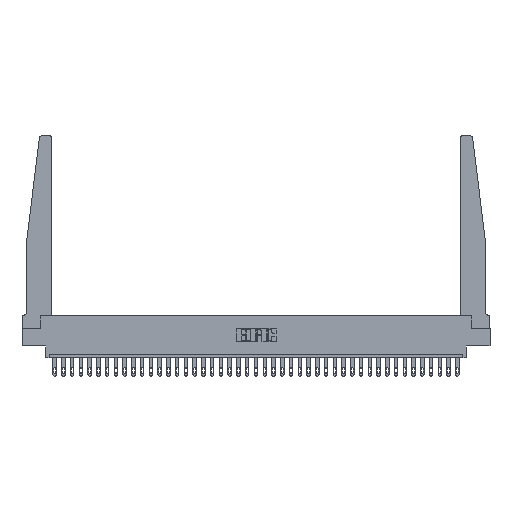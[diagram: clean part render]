
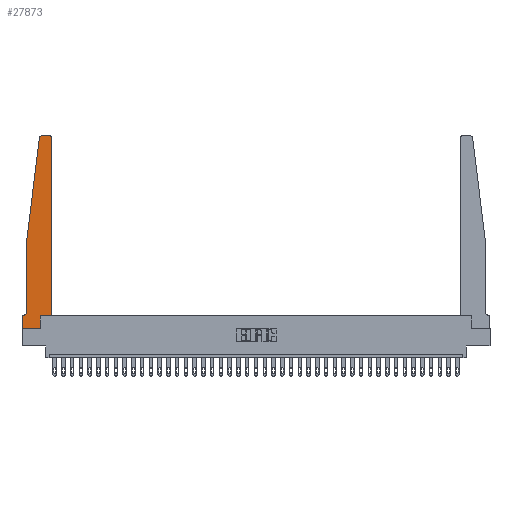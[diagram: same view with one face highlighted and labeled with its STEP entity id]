
A CAD part, top view. The second image highlights one B-rep face of the part: STEP entity #27873.
In plain terms, the highlighted planar face has unit normal (0, 0, 1).
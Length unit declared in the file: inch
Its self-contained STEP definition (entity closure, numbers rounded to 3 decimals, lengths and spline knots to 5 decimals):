
#225 = ORIENTED_EDGE ( 'NONE', *, *, #26609, .T. ) ;
#719 = DIRECTION ( 'NONE',  ( -1., 0., 0. ) ) ;
#792 = VECTOR ( 'NONE', #719, 39.37008 ) ;
#816 = EDGE_CURVE ( 'NONE', #13080, #2227, #29756, .T. ) ;
#934 = LINE ( 'NONE', #22107, #23650 ) ;
#1634 = EDGE_CURVE ( 'NONE', #2227, #9049, #19094, .T. ) ;
#2227 = VERTEX_POINT ( 'NONE', #9954 ) ;
#2358 = DIRECTION ( 'NONE',  ( 0., 1., 0. ) ) ;
#3172 = CARTESIAN_POINT ( 'NONE',  ( 0.2605, 0.18, 0.37 ) ) ;
#3612 = CARTESIAN_POINT ( 'NONE',  ( 0.425, 0.18, 0.37 ) ) ;
#4080 = CARTESIAN_POINT ( 'NONE',  ( 0., 0.1875, 0.37 ) ) ;
#4257 = CIRCLE ( 'NONE', #21170, 0.03 ) ;
#4724 = VECTOR ( 'NONE', #2358, 39.37008 ) ;
#5068 = VERTEX_POINT ( 'NONE', #15993 ) ;
#5089 = EDGE_CURVE ( 'NONE', #15211, #7262, #21437, .T. ) ;
#5264 = CARTESIAN_POINT ( 'NONE',  ( 0.425, 0.18, 0.37 ) ) ;
#5943 = CARTESIAN_POINT ( 'NONE',  ( 0.395, 2.75, 0.37 ) ) ;
#6111 = CARTESIAN_POINT ( 'NONE',  ( 0., 0., 0.37 ) ) ;
#6855 = CARTESIAN_POINT ( 'NONE',  ( 0.065, 1.25, 0.37 ) ) ;
#6884 = LINE ( 'NONE', #28050, #27276 ) ;
#6984 = VECTOR ( 'NONE', #22399, 39.37008 ) ;
#7221 = DIRECTION ( 'NONE',  ( 0., -1., 0. ) ) ;
#7262 = VERTEX_POINT ( 'NONE', #3612 ) ;
#7435 = DIRECTION ( 'NONE',  ( 0., 0., 1. ) ) ;
#9049 = VERTEX_POINT ( 'NONE', #28979 ) ;
#9222 = VERTEX_POINT ( 'NONE', #19915 ) ;
#9954 = CARTESIAN_POINT ( 'NONE',  ( 0., 0., 0.37 ) ) ;
#10152 = CARTESIAN_POINT ( 'NONE',  ( 0.015, 0.1875, 0.37 ) ) ;
#10198 = CARTESIAN_POINT ( 'NONE',  ( 0.27653, 2.75, 0.37 ) ) ;
#10341 = DIRECTION ( 'NONE',  ( 1., 0., 0. ) ) ;
#11411 = EDGE_CURVE ( 'NONE', #16950, #32234, #12348, .T. ) ;
#11574 = DIRECTION ( 'NONE',  ( -1., 0., 0. ) ) ;
#11863 = FACE_OUTER_BOUND ( 'NONE', #17466, .T. ) ;
#11971 = CARTESIAN_POINT ( 'NONE',  ( 0.065, 1.25, 0.37 ) ) ;
#11973 = DIRECTION ( 'NONE',  ( 0., 1., 0. ) ) ;
#12348 = LINE ( 'NONE', #6855, #6984 ) ;
#12665 = CARTESIAN_POINT ( 'NONE',  ( 0.24675, 2.72367, 0.37 ) ) ;
#13080 = VERTEX_POINT ( 'NONE', #4080 ) ;
#13446 = DIRECTION ( 'NONE',  ( 1., 0., 0. ) ) ;
#13455 = DIRECTION ( 'NONE',  ( 0., 0., -1. ) ) ;
#14249 = EDGE_CURVE ( 'NONE', #24939, #16950, #25007, .T. ) ;
#14580 = VECTOR ( 'NONE', #11973, 39.37008 ) ;
#14788 = ORIENTED_EDGE ( 'NONE', *, *, #11411, .T. ) ;
#15211 = VERTEX_POINT ( 'NONE', #3172 ) ;
#15993 = CARTESIAN_POINT ( 'NONE',  ( 0.425, 2.72, 0.37 ) ) ;
#15997 = DIRECTION ( 'NONE',  ( 1., 0., 0. ) ) ;
#16100 = ORIENTED_EDGE ( 'NONE', *, *, #20863, .T. ) ;
#16440 = EDGE_CURVE ( 'NONE', #32234, #9222, #6884, .T. ) ;
#16599 = ORIENTED_EDGE ( 'NONE', *, *, #32984, .T. ) ;
#16632 = DIRECTION ( 'NONE',  ( 0., 0., 1. ) ) ;
#16950 = VERTEX_POINT ( 'NONE', #12665 ) ;
#16952 = CARTESIAN_POINT ( 'NONE',  ( 0., 0.1875, 0.37 ) ) ;
#17466 = EDGE_LOOP ( 'NONE', ( #16599, #30004, #14788, #18668, #20021, #16100, #29436, #28292, #31565, #18060, #18226, #225 ) ) ;
#18060 = ORIENTED_EDGE ( 'NONE', *, *, #5089, .T. ) ;
#18226 = ORIENTED_EDGE ( 'NONE', *, *, #24606, .T. ) ;
#18668 = ORIENTED_EDGE ( 'NONE', *, *, #16440, .T. ) ;
#19094 = LINE ( 'NONE', #6111, #22847 ) ;
#19915 = CARTESIAN_POINT ( 'NONE',  ( 0.065, 0.2375, 0.37 ) ) ;
#20021 = ORIENTED_EDGE ( 'NONE', *, *, #29205, .T. ) ;
#20393 = VECTOR ( 'NONE', #13446, 39.37008 ) ;
#20662 = CIRCLE ( 'NONE', #32672, 0.05 ) ;
#20863 = EDGE_CURVE ( 'NONE', #23553, #13080, #22946, .T. ) ;
#21142 = AXIS2_PLACEMENT_3D ( 'NONE', #16952, #16632, #15997 ) ;
#21170 = AXIS2_PLACEMENT_3D ( 'NONE', #30804, #7435, #25834 ) ;
#21437 = LINE ( 'NONE', #31361, #20393 ) ;
#21625 = CARTESIAN_POINT ( 'NONE',  ( 0.015, 0.2375, 0.37 ) ) ;
#22107 = CARTESIAN_POINT ( 'NONE',  ( 0.25, 2.75, 0.37 ) ) ;
#22399 = DIRECTION ( 'NONE',  ( -0.122, -0.992, 0. ) ) ;
#22847 = VECTOR ( 'NONE', #29503, 39.37008 ) ;
#22946 = LINE ( 'NONE', #33359, #792 ) ;
#23119 = CARTESIAN_POINT ( 'NONE',  ( 0.27653, 2.72, 0.37 ) ) ;
#23553 = VERTEX_POINT ( 'NONE', #10152 ) ;
#23650 = VECTOR ( 'NONE', #32519, 39.37008 ) ;
#24606 = EDGE_CURVE ( 'NONE', #7262, #5068, #25739, .T. ) ;
#24696 = VERTEX_POINT ( 'NONE', #5943 ) ;
#24904 = CARTESIAN_POINT ( 'NONE',  ( 0.2605, 0.18, 0.37 ) ) ;
#24939 = VERTEX_POINT ( 'NONE', #10198 ) ;
#25007 = CIRCLE ( 'NONE', #30445, 0.03 ) ;
#25707 = EDGE_CURVE ( 'NONE', #9049, #15211, #30883, .T. ) ;
#25739 = LINE ( 'NONE', #5264, #4724 ) ;
#25834 = DIRECTION ( 'NONE',  ( 1., 0., 0. ) ) ;
#26609 = EDGE_CURVE ( 'NONE', #5068, #24696, #4257, .T. ) ;
#26854 = CARTESIAN_POINT ( 'NONE',  ( 0., 0., 0.37 ) ) ;
#27196 = DIRECTION ( 'NONE',  ( 0., -1., 0. ) ) ;
#27276 = VECTOR ( 'NONE', #7221, 39.37008 ) ;
#27873 = ADVANCED_FACE ( 'NONE', ( #11863 ), #29771, .T. ) ;
#28050 = CARTESIAN_POINT ( 'NONE',  ( 0.065, 1.25, 0.37 ) ) ;
#28292 = ORIENTED_EDGE ( 'NONE', *, *, #1634, .T. ) ;
#28979 = CARTESIAN_POINT ( 'NONE',  ( 0.2605, 0., 0.37 ) ) ;
#29205 = EDGE_CURVE ( 'NONE', #9222, #23553, #20662, .T. ) ;
#29436 = ORIENTED_EDGE ( 'NONE', *, *, #816, .T. ) ;
#29503 = DIRECTION ( 'NONE',  ( 1., 0., 0. ) ) ;
#29756 = LINE ( 'NONE', #26854, #31858 ) ;
#29771 = PLANE ( 'NONE',  #21142 ) ;
#30004 = ORIENTED_EDGE ( 'NONE', *, *, #14249, .T. ) ;
#30445 = AXIS2_PLACEMENT_3D ( 'NONE', #23119, #33705, #10341 ) ;
#30804 = CARTESIAN_POINT ( 'NONE',  ( 0.395, 2.72, 0.37 ) ) ;
#30883 = LINE ( 'NONE', #24904, #14580 ) ;
#31361 = CARTESIAN_POINT ( 'NONE',  ( 0.425, 0.18, 0.37 ) ) ;
#31565 = ORIENTED_EDGE ( 'NONE', *, *, #25707, .T. ) ;
#31858 = VECTOR ( 'NONE', #27196, 39.37008 ) ;
#32234 = VERTEX_POINT ( 'NONE', #11971 ) ;
#32519 = DIRECTION ( 'NONE',  ( -1., 0., 0. ) ) ;
#32672 = AXIS2_PLACEMENT_3D ( 'NONE', #21625, #13455, #11574 ) ;
#32984 = EDGE_CURVE ( 'NONE', #24696, #24939, #934, .T. ) ;
#33359 = CARTESIAN_POINT ( 'NONE',  ( 0.065, 0.1875, 0.37 ) ) ;
#33705 = DIRECTION ( 'NONE',  ( 0., 0., 1. ) ) ;
